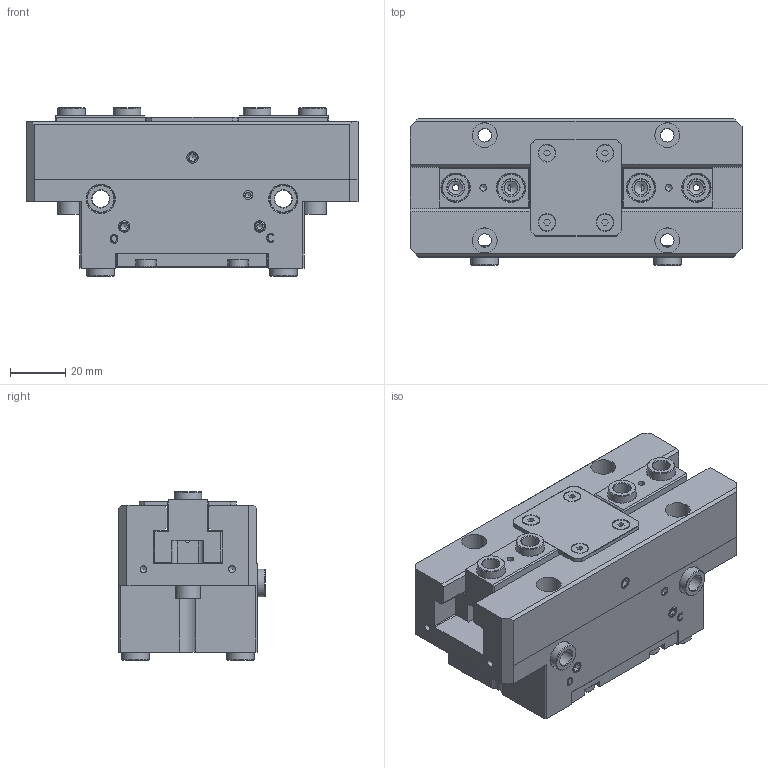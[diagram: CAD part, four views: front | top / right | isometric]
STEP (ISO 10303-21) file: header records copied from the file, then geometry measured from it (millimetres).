
FILE_DESCRIPTION(/* description */ ('ASSIEME CORSA 10 mm PER GRIFFA'),/* implementation_level */ '2;1');
FILE_NAME(/* name */ 'PGP-100-C1.stp',/* time_stamp */ '2021-02-08T09:08:07+01:00',/* author */ ('e.orio2'),/* organization */ (''),/* preprocessor_version */ 'ST-DEVELOPER v17',/* originating_system */ 'Autodesk Inventor 2019',/* authorisation */ '');
FILE_SCHEMA (('AUTOMOTIVE_DESIGN { 1 0 10303 214 3 1 1 }'));
Length unit declared in the file: millimetre
Products named in the file (16): PGP-100-C1-CLIENTE; DIN 913 - M4 x 10; DIN 913 - M5 x 6; DIN 913 - M4 x 6; DIN 913 - M4 x 6_1; DIN 7991 - M3x8; DIN 913 - M5 x 5; ISO 8734 - 3 x 8 - A; DIN 913 - M3 x 5; DIN 7984 - M4 x 10; BOCCOLA SENSORE M8; BOCCOLA 10H7L7; PGP100-CORPO-cliente; PZP100-GRIFFA C1-CLIENTE; PGP-100-COPERCHIO; PGP-100-FONDELLO-CLIENTE
Assembly tree (36 placements, depth 2):
  PGP-100-C1-CLIENTE
    DIN 913 - M3 x 5  x2
    DIN 913 - M4 x 6_1  x3
    DIN 913 - M4 x 10  x2
    DIN 913 - M5 x 6
    DIN 913 - M4 x 6
    DIN 7991 - M3x8  x4
    DIN 913 - M5 x 5  x2
    ISO 8734 - 3 x 8 - A  x2
    DIN 7984 - M4 x 10  x4
    BOCCOLA 10H7L7  x8
    BOCCOLA SENSORE M8  x2
    PGP100-CORPO-cliente
    PZP100-GRIFFA C1-CLIENTE  x2
    PGP-100-COPERCHIO
    PGP-100-FONDELLO-CLIENTE
Bounding box: 120 x 53 x 61 mm (x, y, z)
Volume: 237499.6 mm3; surface area: 74031.6 mm2
Topology: 36 solids, 36 shells, 887 faces, 2410 edges, 1621 vertices
Faces by surface type: plane 456, cylinder 175, cone 154, bspline 90, torus 12
Full cylindrical faces by diameter (mm): 2 x2, 2.459 x12, 2.5 x2, 3 x8, 3.2 x2, 3.242 x8, 3.6 x4, 4 x14, 4.134 x4, 4.5 x4, 4.917 x12, 5 x5, 6 x4, 6.2 x8, 6.6 x2, 6.647 x2, 7 x4, 8.5 x2, 8.566 x2, 9 x6, 9.1 x2, 10 x16, 11 x2
Entity records: 21325 total; most frequent: CARTESIAN_POINT 5112, ORIENTED_EDGE 3330, DIRECTION 3030, EDGE_CURVE 1665, VERTEX_POINT 1132, AXIS2_PLACEMENT_3D 1039, LINE 952, VECTOR 952
